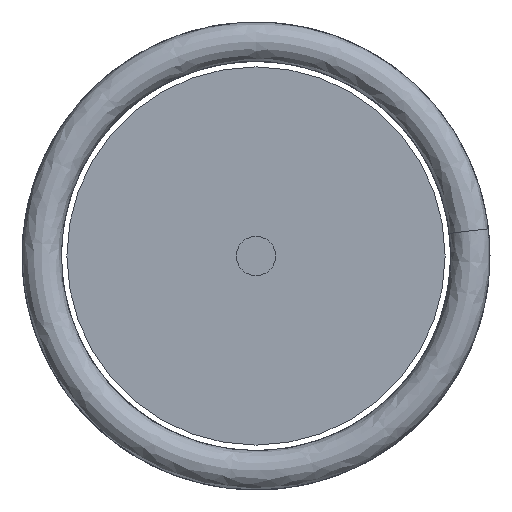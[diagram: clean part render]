
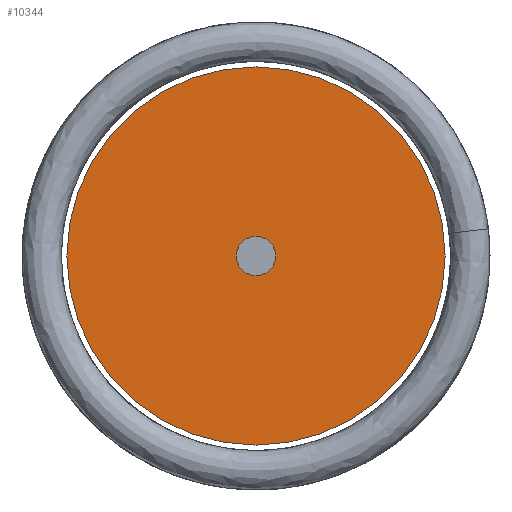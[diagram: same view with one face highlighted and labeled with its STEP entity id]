
A CAD part, front view. The second image highlights one B-rep face of the part: STEP entity #10344.
In plain terms, the highlighted planar face has unit normal (0, -1, 0).
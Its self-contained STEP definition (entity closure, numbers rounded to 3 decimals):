
#10219=CARTESIAN_POINT('',(0.,-18.615,0.));
#10220=DIRECTION('',(0.,1.,0.));
#10221=DIRECTION('',(1.,0.,0.));
#10222=AXIS2_PLACEMENT_3D('',#10219,#10220,#10221);
#10224=CARTESIAN_POINT('',(0.,-18.615,0.));
#10225=DIRECTION('',(0.,1.,0.));
#10226=DIRECTION('',(-1.,0.,0.));
#10227=AXIS2_PLACEMENT_3D('',#10224,#10225,#10226);
#10229=CARTESIAN_POINT('',(0.,-18.615,0.));
#10230=DIRECTION('',(0.,1.,0.));
#10231=DIRECTION('',(-1.,0.,0.));
#10232=AXIS2_PLACEMENT_3D('',#10229,#10230,#10231);
#10234=CARTESIAN_POINT('',(0.,-18.615,0.));
#10235=DIRECTION('',(0.,1.,0.));
#10236=DIRECTION('',(1.,0.,0.));
#10237=AXIS2_PLACEMENT_3D('',#10234,#10235,#10236);
#10303=CARTESIAN_POINT('',(3.9,-18.615,0.));
#10304=CARTESIAN_POINT('',(-3.9,-18.615,0.));
#10305=VERTEX_POINT('',#10303);
#10306=VERTEX_POINT('',#10304);
#10319=CARTESIAN_POINT('',(-0.405,-18.615,0.));
#10320=VERTEX_POINT('',#10319);
#10323=CARTESIAN_POINT('',(0.405,-18.615,0.));
#10324=VERTEX_POINT('',#10323);
#10327=CARTESIAN_POINT('',(0.,-18.615,0.));
#10328=DIRECTION('',(0.,1.,0.));
#10329=DIRECTION('',(1.,0.,0.));
#10330=AXIS2_PLACEMENT_3D('',#10327,#10328,#10329);
#10331=PLANE('',#10330);
#10333=ORIENTED_EDGE('',*,*,#10332,.T.);
#10335=ORIENTED_EDGE('',*,*,#10334,.T.);
#10336=EDGE_LOOP('',(#10333,#10335));
#10337=FACE_OUTER_BOUND('',#10336,.F.);
#10339=ORIENTED_EDGE('',*,*,#10338,.F.);
#10341=ORIENTED_EDGE('',*,*,#10340,.F.);
#10342=EDGE_LOOP('',(#10339,#10341));
#10343=FACE_BOUND('',#10342,.F.);
#10223=CIRCLE('',#10222,3.9);
#10228=CIRCLE('',#10227,3.9);
#10233=CIRCLE('',#10232,0.405);
#10238=CIRCLE('',#10237,0.405);
#10332=EDGE_CURVE('',#10305,#10306,#10223,.T.);
#10334=EDGE_CURVE('',#10306,#10305,#10228,.T.);
#10338=EDGE_CURVE('',#10320,#10324,#10233,.T.);
#10340=EDGE_CURVE('',#10324,#10320,#10238,.T.);
#10344=ADVANCED_FACE('',(#10337,#10343),#10331,.F.);
